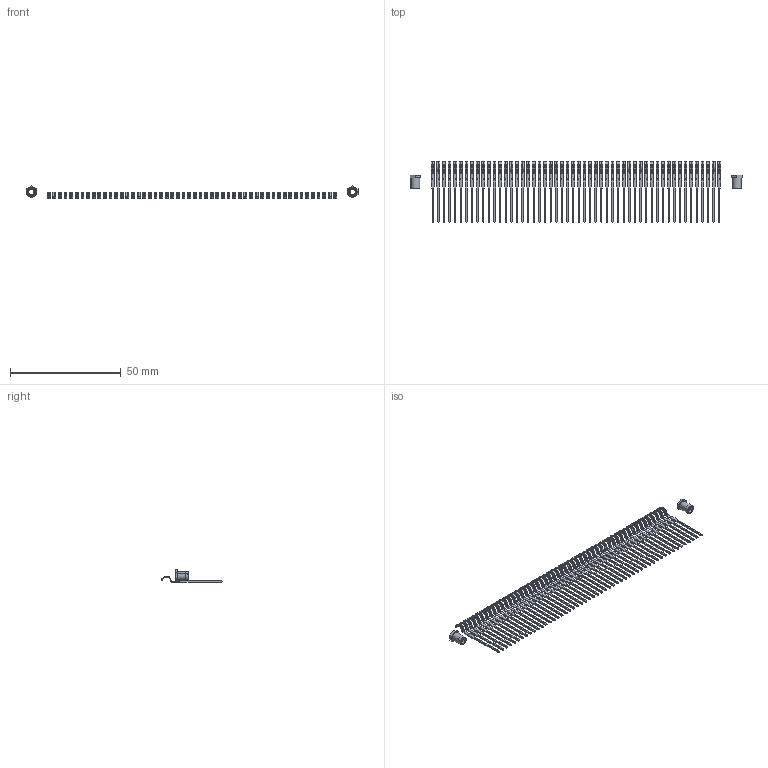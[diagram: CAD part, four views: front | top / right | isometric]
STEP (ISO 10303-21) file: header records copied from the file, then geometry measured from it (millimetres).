
FILE_DESCRIPTION (( 'STEP AP203' ), '1' );
FILE_NAME ('342-052-540-107.STEP', '2019-10-03T01:17:01', ( '' ), ( '' ), 'SwSTEP 2.0', 'SolidWorks 2016', '' );
FILE_SCHEMA (( 'CONFIG_CONTROL_DESIGN' ));
Length unit declared in the file: inch
Products named in the file (4): 342 Part_TI; 345-292-001_345-293-140; 345-250-001_345-250-005-103; 342-052-540-107
Assembly tree (55 placements, depth 2):
  342-052-540-107
    342 Part_TI
    345-292-001_345-293-140  x52
    345-250-001_345-250-005-103  x2
Bounding box: 150.09 x 27.56 x 5.6 mm (x, y, z)
Volume: 757.5 mm3; surface area: 4858.1 mm2
Topology: 54 solids, 54 shells, 2438 faces, 7068 edges, 4636 vertices
Faces by surface type: plane 1578, cylinder 844, cone 12, torus 4
Entity records: 31568 total; most frequent: CARTESIAN_POINT 5425, ORIENTED_EDGE 5406, DIRECTION 4589, EDGE_CURVE 2703, VECTOR 2555, LINE 2555, VERTEX_POINT 1796, AXIS2_PLACEMENT_3D 1017
